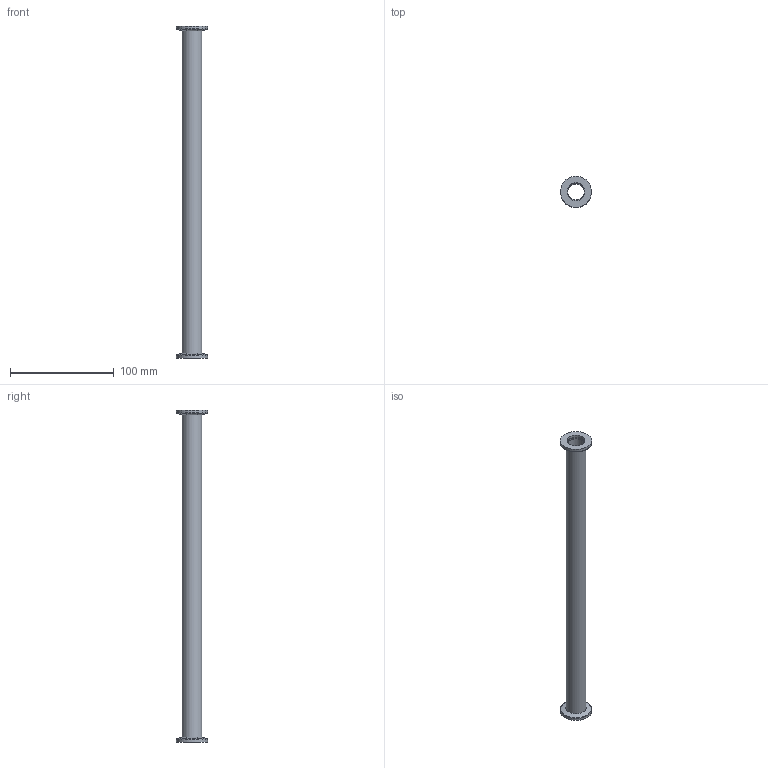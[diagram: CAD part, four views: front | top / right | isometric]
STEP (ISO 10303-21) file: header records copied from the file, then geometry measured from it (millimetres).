
FILE_DESCRIPTION (( 'STEP AP214' ), '1' );
FILE_NAME ('FULLVAC P1KF16320.STEP', '2019-04-24T13:40:50', ( '' ), ( '' ), 'SwSTEP 2.0', 'SolidWorks 2017', '' );
FILE_SCHEMA (( 'AUTOMOTIVE_DESIGN' ));
Length unit declared in the file: millimetre
Products named in the file (3): FULLVAC P1KF16320; 1^FULLVAC P1KF16320; 2^FULLVAC P1KF16320
Assembly tree (3 placements, depth 2):
  FULLVAC P1KF16320
    1^FULLVAC P1KF16320
    2^FULLVAC P1KF16320  x2
Bounding box: 30 x 30 x 320 mm (x, y, z)
Volume: 31713.2 mm3; surface area: 37355.9 mm2
Topology: 3 solids, 3 shells, 24 faces, 42 edges, 28 vertices
Faces by surface type: cylinder 10, plane 10, bspline 2, cone 2
Full cylindrical faces by diameter (mm): 15.75 x1, 16.51 x2, 17.2 x2, 19.05 x1, 19.3 x2, 30 x2
Entity records: 587 total; most frequent: CARTESIAN_POINT 75, DIRECTION 66, AXIS2_PLACEMENT_3D 33, EDGE_LOOP 28, ORIENTED_EDGE 28, UNCERTAINTY_MEASURE_WITH_UNIT 21, FACE_OUTER_BOUND 21, MECHANICAL_DESIGN_GEOMETRIC_PRESENTATION_REPRESENTATION 18
